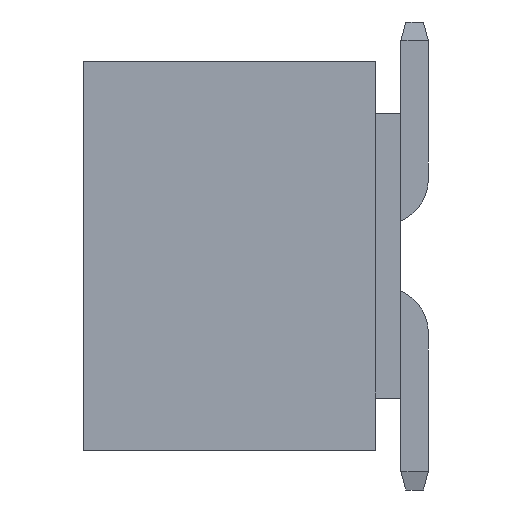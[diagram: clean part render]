
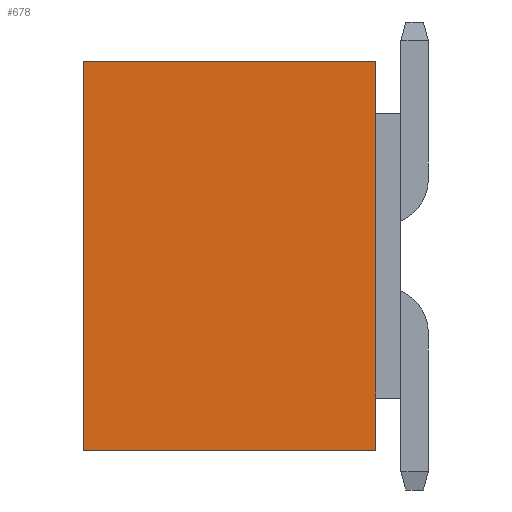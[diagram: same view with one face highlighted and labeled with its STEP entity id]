
A CAD part, left-side view. The second image highlights one B-rep face of the part: STEP entity #678.
In plain terms, the highlighted face is planar.
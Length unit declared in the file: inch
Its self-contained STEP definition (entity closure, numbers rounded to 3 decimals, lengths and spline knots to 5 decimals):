
#678 = ADVANCED_FACE( '', ( #1509 ), #1510, .T. );
#1509 = FACE_OUTER_BOUND( '', #2513, .T. );
#1510 = PLANE( '', #2514 );
#2513 = EDGE_LOOP( '', ( #4333, #4334, #4335, #4336 ) );
#2514 = AXIS2_PLACEMENT_3D( '', #4337, #4338, #4339 );
#4333 = ORIENTED_EDGE( '', *, *, #6862, .F. );
#4334 = ORIENTED_EDGE( '', *, *, #6863, .F. );
#4335 = ORIENTED_EDGE( '', *, *, #6864, .T. );
#4336 = ORIENTED_EDGE( '', *, *, #6704, .T. );
#4337 = CARTESIAN_POINT( '', ( 0.23626, 0.01095, 0.08499 ) );
#4338 = DIRECTION( '', ( 1., 0., 0. ) );
#4339 = DIRECTION( '', ( 0., 0., -1. ) );
#6704 = EDGE_CURVE( '', #8266, #8264, #8267, .T. );
#6862 = EDGE_CURVE( '', #8497, #8264, #8498, .T. );
#6863 = EDGE_CURVE( '', #8499, #8497, #8500, .T. );
#6864 = EDGE_CURVE( '', #8499, #8266, #8501, .T. );
#8264 = VERTEX_POINT( '', #10416 );
#8266 = VERTEX_POINT( '', #10419 );
#8267 = LINE( '', #10420, #10421 );
#8497 = VERTEX_POINT( '', #10772 );
#8498 = LINE( '', #10773, #10774 );
#8499 = VERTEX_POINT( '', #10775 );
#8500 = LINE( '', #10776, #10777 );
#8501 = LINE( '', #10778, #10779 );
#10416 = CARTESIAN_POINT( '', ( 0.23626, 0.13895, -0.08502 ) );
#10419 = CARTESIAN_POINT( '', ( 0.23626, 0.01095, -0.08502 ) );
#10420 = CARTESIAN_POINT( '', ( 0.23626, 0.01095, -0.08502 ) );
#10421 = VECTOR( '', #12119, 39.37008 );
#10772 = CARTESIAN_POINT( '', ( 0.23626, 0.13895, 0.08499 ) );
#10773 = CARTESIAN_POINT( '', ( 0.23626, 0.13895, 0.08499 ) );
#10774 = VECTOR( '', #12250, 39.37008 );
#10775 = CARTESIAN_POINT( '', ( 0.23626, 0.01095, 0.08499 ) );
#10776 = CARTESIAN_POINT( '', ( 0.23626, 0.01095, 0.08499 ) );
#10777 = VECTOR( '', #12251, 39.37008 );
#10778 = CARTESIAN_POINT( '', ( 0.23626, 0.01095, 0.08499 ) );
#10779 = VECTOR( '', #12252, 39.37008 );
#12119 = DIRECTION( '', ( 0., 1., 0. ) );
#12250 = DIRECTION( '', ( 0., 0., -1. ) );
#12251 = DIRECTION( '', ( 0., 1., 0. ) );
#12252 = DIRECTION( '', ( 0., 0., -1. ) );
